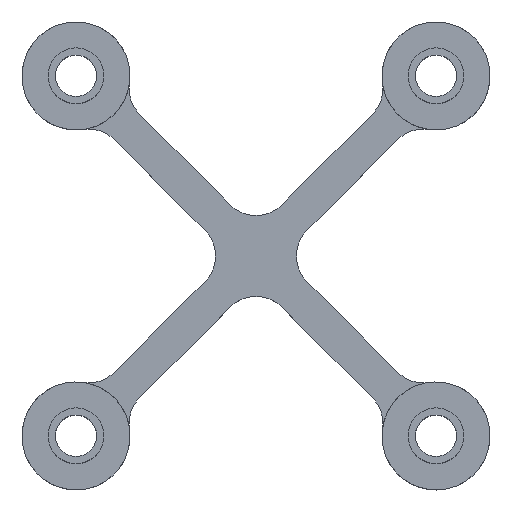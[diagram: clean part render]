
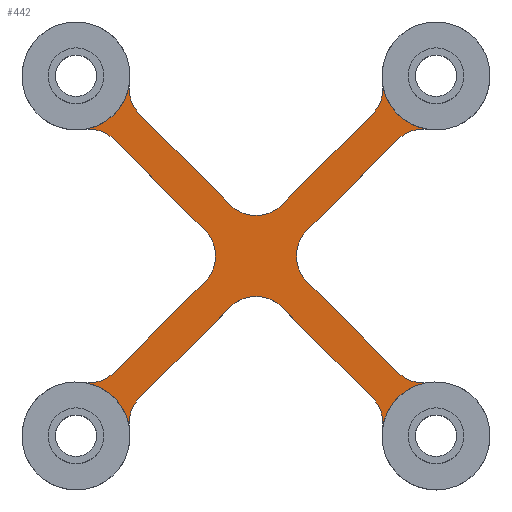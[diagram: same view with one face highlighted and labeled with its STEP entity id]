
A CAD part, top view. The second image highlights one B-rep face of the part: STEP entity #442.
In plain terms, the highlighted planar face has unit normal (0, 0, 1).
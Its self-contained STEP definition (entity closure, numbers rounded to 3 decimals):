
#442=ADVANCED_FACE('',(#1003),#1005,.T.);
#1003=FACE_BOUND('',#1004,.T.);
#1004=EDGE_LOOP('',(#1331,#1332,#1333,#1334,#1335,#1336,#1337,#1338,#1339,#1340,
#1341,#1342,#1343,#1344,#1345,#1346,#1347,#1348,#1349,#1350,#1351,#1352,#1353,#1354));
#1005=PLANE('',#1006);
#1006=AXIS2_PLACEMENT_3D('',#1007,#1008,#1009);
#1007=CARTESIAN_POINT('',(0.,0.,1.));
#1008=DIRECTION('',(0.,0.,1.));
#1009=DIRECTION('',(1.,0.,0.));
#1331=ORIENTED_EDGE('',*,*,#1531,.F.);
#1332=ORIENTED_EDGE('',*,*,#1527,.T.);
#1333=ORIENTED_EDGE('',*,*,#1525,.T.);
#1334=ORIENTED_EDGE('',*,*,#1523,.T.);
#1335=ORIENTED_EDGE('',*,*,#1521,.T.);
#1336=ORIENTED_EDGE('',*,*,#1519,.T.);
#1337=ORIENTED_EDGE('',*,*,#1518,.F.);
#1338=ORIENTED_EDGE('',*,*,#1514,.T.);
#1339=ORIENTED_EDGE('',*,*,#1512,.T.);
#1340=ORIENTED_EDGE('',*,*,#1510,.T.);
#1341=ORIENTED_EDGE('',*,*,#1508,.T.);
#1342=ORIENTED_EDGE('',*,*,#1506,.T.);
#1343=ORIENTED_EDGE('',*,*,#1503,.F.);
#1344=ORIENTED_EDGE('',*,*,#1501,.T.);
#1345=ORIENTED_EDGE('',*,*,#1499,.T.);
#1346=ORIENTED_EDGE('',*,*,#1497,.T.);
#1347=ORIENTED_EDGE('',*,*,#1495,.T.);
#1348=ORIENTED_EDGE('',*,*,#1493,.T.);
#1349=ORIENTED_EDGE('',*,*,#1490,.F.);
#1350=ORIENTED_EDGE('',*,*,#1488,.T.);
#1351=ORIENTED_EDGE('',*,*,#1538,.T.);
#1352=ORIENTED_EDGE('',*,*,#1536,.T.);
#1353=ORIENTED_EDGE('',*,*,#1534,.T.);
#1354=ORIENTED_EDGE('',*,*,#1532,.T.);
#1488=EDGE_CURVE('',#1617,#1615,#1618,.T.);
#1490=EDGE_CURVE('',#1617,#1620,#1621,.T.);
#1493=EDGE_CURVE('',#1625,#1620,#1626,.T.);
#1495=EDGE_CURVE('',#1628,#1625,#1629,.T.);
#1497=EDGE_CURVE('',#1631,#1628,#1632,.T.);
#1499=EDGE_CURVE('',#1634,#1631,#1635,.T.);
#1501=EDGE_CURVE('',#1637,#1634,#1638,.T.);
#1503=EDGE_CURVE('',#1637,#1640,#1641,.T.);
#1506=EDGE_CURVE('',#1645,#1640,#1646,.T.);
#1508=EDGE_CURVE('',#1648,#1645,#1649,.T.);
#1510=EDGE_CURVE('',#1651,#1648,#1652,.T.);
#1512=EDGE_CURVE('',#1654,#1651,#1655,.T.);
#1514=EDGE_CURVE('',#1657,#1654,#1658,.T.);
#1518=EDGE_CURVE('',#1657,#1662,#1664,.T.);
#1519=EDGE_CURVE('',#1665,#1662,#1666,.T.);
#1521=EDGE_CURVE('',#1668,#1665,#1669,.T.);
#1523=EDGE_CURVE('',#1671,#1668,#1672,.T.);
#1525=EDGE_CURVE('',#1674,#1671,#1675,.T.);
#1527=EDGE_CURVE('',#1677,#1674,#1678,.T.);
#1531=EDGE_CURVE('',#1677,#1682,#1684,.T.);
#1532=EDGE_CURVE('',#1685,#1682,#1686,.T.);
#1534=EDGE_CURVE('',#1688,#1685,#1689,.T.);
#1536=EDGE_CURVE('',#1691,#1688,#1692,.T.);
#1538=EDGE_CURVE('',#1615,#1691,#1694,.T.);
#1615=VERTEX_POINT('',#1875);
#1617=VERTEX_POINT('',#1879);
#1618=CIRCLE('',#1880,2.);
#1620=VERTEX_POINT('',#1887);
#1621=CIRCLE('',#1888,3.);
#1625=VERTEX_POINT('',#1900);
#1626=CIRCLE('',#1901,2.);
#1628=VERTEX_POINT('',#1908);
#1629=LINE('',#1909,#1910);
#1631=VERTEX_POINT('',#1915);
#1632=CIRCLE('',#1916,2.);
#1634=VERTEX_POINT('',#1923);
#1635=LINE('',#1924,#1925);
#1637=VERTEX_POINT('',#1930);
#1638=CIRCLE('',#1931,2.);
#1640=VERTEX_POINT('',#1938);
#1641=CIRCLE('',#1939,3.);
#1645=VERTEX_POINT('',#1951);
#1646=CIRCLE('',#1952,2.);
#1648=VERTEX_POINT('',#1959);
#1649=LINE('',#1960,#1961);
#1651=VERTEX_POINT('',#1966);
#1652=CIRCLE('',#1967,2.);
#1654=VERTEX_POINT('',#1974);
#1655=LINE('',#1975,#1976);
#1657=VERTEX_POINT('',#1981);
#1658=CIRCLE('',#1982,2.);
#1662=VERTEX_POINT('',#1994);
#1664=CIRCLE('',#1998,3.);
#1665=VERTEX_POINT('',#2002);
#1666=CIRCLE('',#2003,2.);
#1668=VERTEX_POINT('',#2010);
#1669=LINE('',#2011,#2012);
#1671=VERTEX_POINT('',#2017);
#1672=CIRCLE('',#2018,2.);
#1674=VERTEX_POINT('',#2025);
#1675=LINE('',#2026,#2027);
#1677=VERTEX_POINT('',#2032);
#1678=CIRCLE('',#2033,2.);
#1682=VERTEX_POINT('',#2045);
#1684=CIRCLE('',#2049,3.);
#1685=VERTEX_POINT('',#2053);
#1686=CIRCLE('',#2054,2.);
#1688=VERTEX_POINT('',#2061);
#1689=LINE('',#2062,#2063);
#1691=VERTEX_POINT('',#2068);
#1692=CIRCLE('',#2069,2.);
#1694=LINE('',#2076,#2077);
#1875=CARTESIAN_POINT('',(7.879,-6.464,1.));
#1879=CARTESIAN_POINT('',(9.576,-7.03,1.));
#1880=AXIS2_PLACEMENT_3D('',#1881,#1882,#1883);
#1881=CARTESIAN_POINT('',(9.293,-5.05,1.));
#1882=DIRECTION('',(0.,0.,-1.));
#1883=DIRECTION('',(0.141,-0.99,0.));
#1887=CARTESIAN_POINT('',(7.03,-9.576,1.));
#1888=AXIS2_PLACEMENT_3D('',#1889,#1890,#1891);
#1889=CARTESIAN_POINT('',(10.,-10.,1.));
#1890=DIRECTION('',(0.,0.,1.));
#1891=DIRECTION('',(-0.141,0.99,0.));
#1900=CARTESIAN_POINT('',(6.464,-7.879,1.));
#1901=AXIS2_PLACEMENT_3D('',#1902,#1903,#1904);
#1902=CARTESIAN_POINT('',(5.05,-9.293,1.));
#1903=DIRECTION('',(0.,0.,-1.));
#1904=DIRECTION('',(0.707,0.707,0.));
#1908=CARTESIAN_POINT('',(1.414,-2.828,1.));
#1909=CARTESIAN_POINT('',(1.414,-2.828,1.));
#1910=VECTOR('',#1911,1.);
#1911=DIRECTION('',(0.707,-0.707,0.));
#1915=CARTESIAN_POINT('',(-1.414,-2.828,1.));
#1916=AXIS2_PLACEMENT_3D('',#1917,#1918,#1919);
#1917=CARTESIAN_POINT('',(0.,-4.243,1.));
#1918=DIRECTION('',(0.,0.,-1.));
#1919=DIRECTION('',(-0.707,0.707,0.));
#1923=CARTESIAN_POINT('',(-6.464,-7.879,1.));
#1924=CARTESIAN_POINT('',(-6.464,-7.879,1.));
#1925=VECTOR('',#1926,1.);
#1926=DIRECTION('',(0.707,0.707,0.));
#1930=CARTESIAN_POINT('',(-7.03,-9.576,1.));
#1931=AXIS2_PLACEMENT_3D('',#1932,#1933,#1934);
#1932=CARTESIAN_POINT('',(-5.05,-9.293,1.));
#1933=DIRECTION('',(0.,0.,-1.));
#1934=DIRECTION('',(-0.99,-0.141,0.));
#1938=CARTESIAN_POINT('',(-9.576,-7.03,1.));
#1939=AXIS2_PLACEMENT_3D('',#1940,#1941,#1942);
#1940=CARTESIAN_POINT('',(-10.,-10.,1.));
#1941=DIRECTION('',(0.,0.,1.));
#1942=DIRECTION('',(0.99,0.141,0.));
#1951=CARTESIAN_POINT('',(-7.879,-6.464,1.));
#1952=AXIS2_PLACEMENT_3D('',#1953,#1954,#1955);
#1953=CARTESIAN_POINT('',(-9.293,-5.05,1.));
#1954=DIRECTION('',(0.,0.,-1.));
#1955=DIRECTION('',(0.707,-0.707,0.));
#1959=CARTESIAN_POINT('',(-2.828,-1.414,1.));
#1960=CARTESIAN_POINT('',(-2.828,-1.414,1.));
#1961=VECTOR('',#1962,1.);
#1962=DIRECTION('',(-0.707,-0.707,0.));
#1966=CARTESIAN_POINT('',(-2.828,1.414,1.));
#1967=AXIS2_PLACEMENT_3D('',#1968,#1969,#1970);
#1968=CARTESIAN_POINT('',(-4.243,0.,1.));
#1969=DIRECTION('',(0.,0.,-1.));
#1970=DIRECTION('',(0.707,0.707,0.));
#1974=CARTESIAN_POINT('',(-7.879,6.464,1.));
#1975=CARTESIAN_POINT('',(-7.879,6.464,1.));
#1976=VECTOR('',#1977,1.);
#1977=DIRECTION('',(0.707,-0.707,0.));
#1981=CARTESIAN_POINT('',(-9.576,7.03,1.));
#1982=AXIS2_PLACEMENT_3D('',#1983,#1984,#1985);
#1983=CARTESIAN_POINT('',(-9.293,5.05,1.));
#1984=DIRECTION('',(0.,0.,-1.));
#1985=DIRECTION('',(-0.141,0.99,0.));
#1994=CARTESIAN_POINT('',(-7.03,9.576,1.));
#1998=AXIS2_PLACEMENT_3D('',#1999,#2000,#2001);
#1999=CARTESIAN_POINT('',(-10.,10.,1.));
#2000=DIRECTION('',(0.,0.,1.));
#2001=DIRECTION('',(0.141,-0.99,0.));
#2002=CARTESIAN_POINT('',(-6.464,7.879,1.));
#2003=AXIS2_PLACEMENT_3D('',#2004,#2005,#2006);
#2004=CARTESIAN_POINT('',(-5.05,9.293,1.));
#2005=DIRECTION('',(0.,0.,-1.));
#2006=DIRECTION('',(-0.707,-0.707,0.));
#2010=CARTESIAN_POINT('',(-1.414,2.828,1.));
#2011=CARTESIAN_POINT('',(-1.414,2.828,1.));
#2012=VECTOR('',#2013,1.);
#2013=DIRECTION('',(-0.707,0.707,0.));
#2017=CARTESIAN_POINT('',(1.414,2.828,1.));
#2018=AXIS2_PLACEMENT_3D('',#2019,#2020,#2021);
#2019=CARTESIAN_POINT('',(0.,4.243,1.));
#2020=DIRECTION('',(0.,0.,-1.));
#2021=DIRECTION('',(0.707,-0.707,0.));
#2025=CARTESIAN_POINT('',(6.464,7.879,1.));
#2026=CARTESIAN_POINT('',(6.464,7.879,1.));
#2027=VECTOR('',#2028,1.);
#2028=DIRECTION('',(-0.707,-0.707,0.));
#2032=CARTESIAN_POINT('',(7.03,9.576,1.));
#2033=AXIS2_PLACEMENT_3D('',#2034,#2035,#2036);
#2034=CARTESIAN_POINT('',(5.05,9.293,1.));
#2035=DIRECTION('',(0.,0.,-1.));
#2036=DIRECTION('',(0.99,0.141,0.));
#2045=CARTESIAN_POINT('',(9.576,7.03,1.));
#2049=AXIS2_PLACEMENT_3D('',#2050,#2051,#2052);
#2050=CARTESIAN_POINT('',(10.,10.,1.));
#2051=DIRECTION('',(0.,0.,1.));
#2052=DIRECTION('',(-0.99,-0.141,0.));
#2053=CARTESIAN_POINT('',(7.879,6.464,1.));
#2054=AXIS2_PLACEMENT_3D('',#2055,#2056,#2057);
#2055=CARTESIAN_POINT('',(9.293,5.05,1.));
#2056=DIRECTION('',(0.,0.,-1.));
#2057=DIRECTION('',(-0.707,0.707,0.));
#2061=CARTESIAN_POINT('',(2.828,1.414,1.));
#2062=CARTESIAN_POINT('',(2.828,1.414,1.));
#2063=VECTOR('',#2064,1.);
#2064=DIRECTION('',(0.707,0.707,0.));
#2068=CARTESIAN_POINT('',(2.828,-1.414,1.));
#2069=AXIS2_PLACEMENT_3D('',#2070,#2071,#2072);
#2070=CARTESIAN_POINT('',(4.243,0.,1.));
#2071=DIRECTION('',(0.,0.,-1.));
#2072=DIRECTION('',(-0.707,-0.707,0.));
#2076=CARTESIAN_POINT('',(7.879,-6.464,1.));
#2077=VECTOR('',#2078,1.);
#2078=DIRECTION('',(-0.707,0.707,0.));
